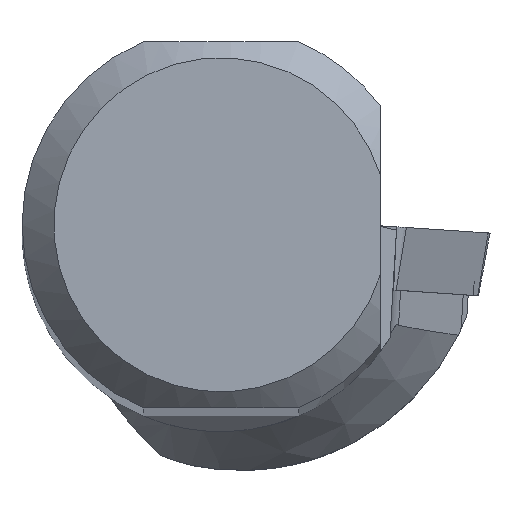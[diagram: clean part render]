
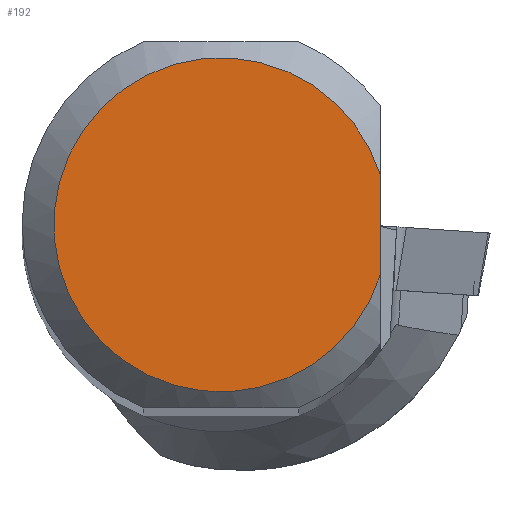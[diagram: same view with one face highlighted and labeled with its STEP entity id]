
A CAD part, top view. The second image highlights one B-rep face of the part: STEP entity #192.
In plain terms, the highlighted planar face has unit normal (0, 0, 1).
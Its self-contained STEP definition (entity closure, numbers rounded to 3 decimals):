
#148=FACE_OUTER_BOUND('',#389,.T.);
#192=ADVANCED_FACE('CU_SU_BP3',(#148),#225,.T.);
#225=PLANE('',#1029);
#275=LINE('',#1688,#324);
#324=VECTOR('',#1239,1.);
#389=EDGE_LOOP('',(#549,#550));
#549=ORIENTED_EDGE('',*,*,#819,.T.);
#550=ORIENTED_EDGE('',*,*,#820,.F.);
#720=VERTEX_POINT('',#1689);
#721=VERTEX_POINT('',#1690);
#819=EDGE_CURVE('',#720,#721,#275,.T.);
#820=EDGE_CURVE('',#720,#721,#871,.T.);
#871=CIRCLE('',#1028,10.491);
#1028=AXIS2_PLACEMENT_3D('',#1691,#1240,#1241);
#1029=AXIS2_PLACEMENT_3D('',#1692,#1242,#1243);
#1239=DIRECTION('',(0.,1.,0.));
#1240=DIRECTION('',(0.,0.,-1.));
#1241=DIRECTION('',(-1.,0.,0.));
#1242=DIRECTION('',(0.,0.,1.));
#1243=DIRECTION('',(-1.,0.,0.));
#1688=CARTESIAN_POINT('',(10.009,0.,0.));
#1689=CARTESIAN_POINT('',(10.009,-3.145,0.));
#1690=CARTESIAN_POINT('',(10.009,3.145,0.));
#1691=CARTESIAN_POINT('',(0.,0.,0.));
#1692=CARTESIAN_POINT('',(0.,0.,
0.));
